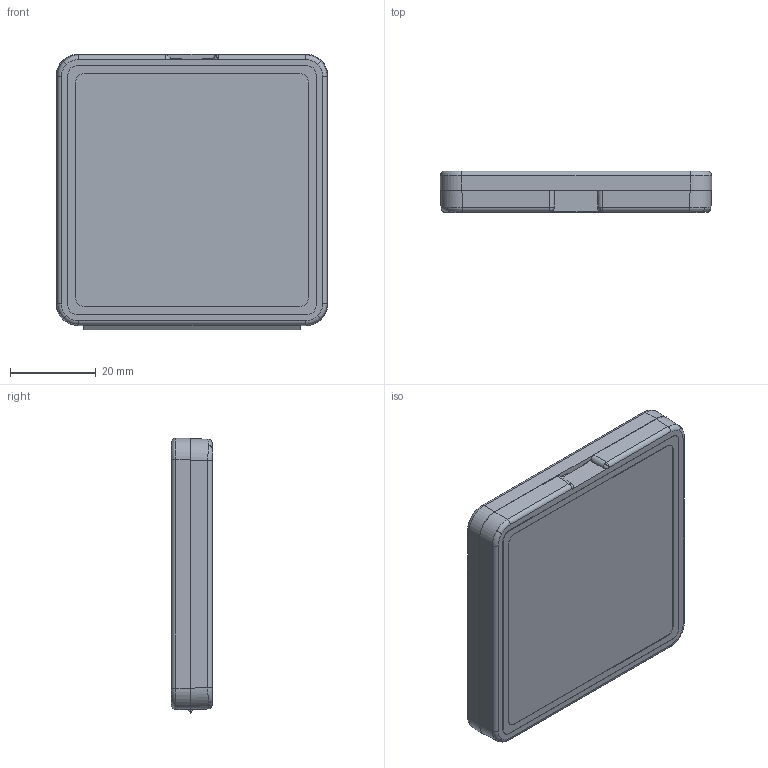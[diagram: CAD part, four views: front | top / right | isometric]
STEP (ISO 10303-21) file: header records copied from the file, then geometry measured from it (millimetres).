
FILE_DESCRIPTION (( 'STEP AP214' ), '1' );
FILE_NAME ('B115 Êîðîáêà ïëàñòèêîâàÿ, ?65x65x10 ìì.STEP', '2020-04-06T13:17:59', ( '' ), ( '' ), 'SwSTEP 2.0', 'SolidWorks 2020', '' );
FILE_SCHEMA (( 'AUTOMOTIVE_DESIGN' ));
Length unit declared in the file: millimetre
Products named in the file (3): B115 Êîðîáêà ïëàñòèêîâàÿ, ?65x65x10 ìì; B115 Êðûøêà; B115 Åìêîñòü
Assembly tree (2 placements, depth 2):
  B115 Êîðîáêà ïëàñòèêîâàÿ, ?65x65x10 ìì
    B115 Åìêîñòü
    B115 Êðûøêà
Bounding box: 63.41 x 9.6 x 64.41 mm (x, y, z)
Volume: 12280.7 mm3; surface area: 23901.5 mm2
Topology: 2 solids, 2 shells, 231 faces, 558 edges, 336 vertices
Faces by surface type: plane 145, cylinder 67, bspline 11, torus 8
Entity records: 6872 total; most frequent: CARTESIAN_POINT 1415, DIRECTION 1143, ORIENTED_EDGE 1116, EDGE_CURVE 558, AXIS2_PLACEMENT_3D 392, LINE 359, VECTOR 359, VERTEX_POINT 336
